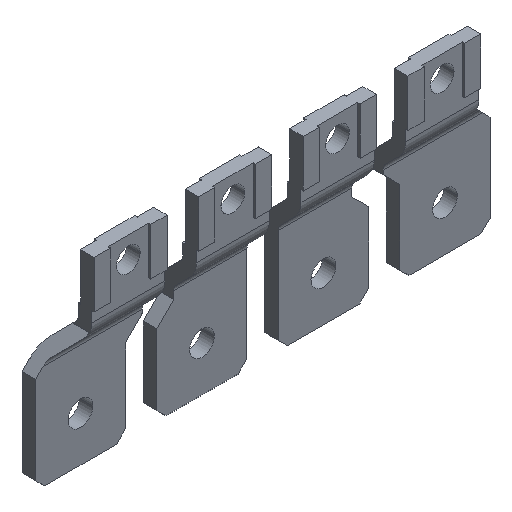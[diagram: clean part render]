
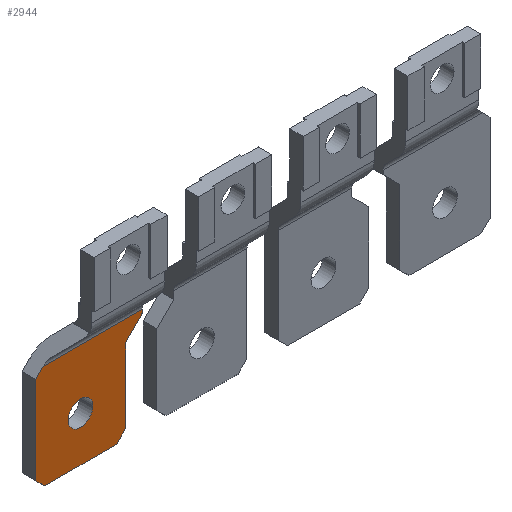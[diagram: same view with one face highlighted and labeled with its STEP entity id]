
A CAD part, isometric view. The second image highlights one B-rep face of the part: STEP entity #2944.
In plain terms, the highlighted planar face has unit normal (0, -1, 0).
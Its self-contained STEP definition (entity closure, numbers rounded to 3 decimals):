
#855=AXIS2_PLACEMENT_3D('Plane Axis2P3D',#852,#853,#854) ;
#2928=AXIS2_PLACEMENT_3D('Circle Axis2P3D',#2926,#2927,$) ;
#2937=AXIS2_PLACEMENT_3D('Circle Axis2P3D',#2935,#2936,$) ;
#852=CARTESIAN_POINT('Axis2P3D Location',(0.,30.,-164.75)) ;
#2822=CARTESIAN_POINT('Vertex',(-74.407,30.,-118.407)) ;
#2825=CARTESIAN_POINT('Line Origine',(75.,30.,-118.407)) ;
#2829=CARTESIAN_POINT('Vertex',(-30.25,30.,-118.407)) ;
#2844=CARTESIAN_POINT('Line Origine',(-57.75,30.,-164.75)) ;
#2848=CARTESIAN_POINT('Vertex',(-41.75,30.,-164.75)) ;
#2850=CARTESIAN_POINT('Vertex',(-73.75,30.,-164.75)) ;
#2870=CARTESIAN_POINT('Line Origine',(-39.75,30.,-162.75)) ;
#2874=CARTESIAN_POINT('Vertex',(-37.75,30.,-160.75)) ;
#2877=CARTESIAN_POINT('Line Origine',(-37.75,30.,-144.231)) ;
#2881=CARTESIAN_POINT('Vertex',(-37.75,30.,-127.712)) ;
#2884=CARTESIAN_POINT('Line Origine',(-34.,30.,-123.962)) ;
#2888=CARTESIAN_POINT('Vertex',(-30.25,30.,-120.212)) ;
#2891=CARTESIAN_POINT('Line Origine',(-30.25,30.,-119.309)) ;
#2896=CARTESIAN_POINT('Line Origine',(-76.078,30.,-120.078)) ;
#2900=CARTESIAN_POINT('Vertex',(-77.75,30.,-121.75)) ;
#2903=CARTESIAN_POINT('Line Origine',(-77.75,30.,-141.25)) ;
#2907=CARTESIAN_POINT('Vertex',(-77.75,30.,-160.75)) ;
#2910=CARTESIAN_POINT('Line Origine',(-75.75,30.,-162.75)) ;
#2926=CARTESIAN_POINT('Axis2P3D Location',(-57.75,30.,-144.75)) ;
#2930=CARTESIAN_POINT('Vertex',(-63.25,30.,-144.75)) ;
#2932=CARTESIAN_POINT('Vertex',(-52.25,30.,-144.75)) ;
#2935=CARTESIAN_POINT('Axis2P3D Location',(-57.75,30.,-144.75)) ;
#853=DIRECTION('Axis2P3D Direction',(0.,1.,0.)) ;
#854=DIRECTION('Axis2P3D XDirection',(0.,0.,1.)) ;
#2826=DIRECTION('Vector Direction',(-1.,0.,0.)) ;
#2845=DIRECTION('Vector Direction',(1.,0.,0.)) ;
#2871=DIRECTION('Vector Direction',(0.707,0.,0.707)) ;
#2878=DIRECTION('Vector Direction',(0.,0.,1.)) ;
#2885=DIRECTION('Vector Direction',(0.707,0.,0.707)) ;
#2892=DIRECTION('Vector Direction',(0.,0.,-1.)) ;
#2897=DIRECTION('Vector Direction',(-0.707,0.,-0.707)) ;
#2904=DIRECTION('Vector Direction',(0.,0.,1.)) ;
#2911=DIRECTION('Vector Direction',(-0.707,0.,0.707)) ;
#2927=DIRECTION('Axis2P3D Direction',(0.,1.,0.)) ;
#2936=DIRECTION('Axis2P3D Direction',(0.,1.,0.)) ;
#2827=VECTOR('Line Direction',#2826,1.) ;
#2846=VECTOR('Line Direction',#2845,1.) ;
#2872=VECTOR('Line Direction',#2871,1.) ;
#2879=VECTOR('Line Direction',#2878,1.) ;
#2886=VECTOR('Line Direction',#2885,1.) ;
#2893=VECTOR('Line Direction',#2892,1.) ;
#2898=VECTOR('Line Direction',#2897,1.) ;
#2905=VECTOR('Line Direction',#2904,1.) ;
#2912=VECTOR('Line Direction',#2911,1.) ;
#2916=ORIENTED_EDGE('',*,*,#2876,.T.) ;
#2917=ORIENTED_EDGE('',*,*,#2883,.T.) ;
#2918=ORIENTED_EDGE('',*,*,#2890,.T.) ;
#2919=ORIENTED_EDGE('',*,*,#2895,.F.) ;
#2920=ORIENTED_EDGE('',*,*,#2831,.T.) ;
#2921=ORIENTED_EDGE('',*,*,#2902,.T.) ;
#2922=ORIENTED_EDGE('',*,*,#2909,.F.) ;
#2923=ORIENTED_EDGE('',*,*,#2914,.F.) ;
#2924=ORIENTED_EDGE('',*,*,#2852,.F.) ;
#2941=ORIENTED_EDGE('',*,*,#2934,.F.) ;
#2942=ORIENTED_EDGE('',*,*,#2939,.F.) ;
#2943=FACE_BOUND('',#2940,.T.) ;
#2944=ADVANCED_FACE('Terminali anteriori divaricati ES inferiori',(#2925,#2943),#856,.F.) ;
#2929=CIRCLE('generated circle',#2928,5.5) ;
#2938=CIRCLE('generated circle',#2937,5.5) ;
#2831=EDGE_CURVE('',#2830,#2823,#2828,.T.) ;
#2852=EDGE_CURVE('',#2849,#2851,#2847,.F.) ;
#2876=EDGE_CURVE('',#2849,#2875,#2873,.T.) ;
#2883=EDGE_CURVE('',#2875,#2882,#2880,.T.) ;
#2890=EDGE_CURVE('',#2882,#2889,#2887,.T.) ;
#2895=EDGE_CURVE('',#2830,#2889,#2894,.T.) ;
#2902=EDGE_CURVE('',#2823,#2901,#2899,.T.) ;
#2909=EDGE_CURVE('',#2908,#2901,#2906,.T.) ;
#2914=EDGE_CURVE('',#2851,#2908,#2913,.T.) ;
#2934=EDGE_CURVE('',#2931,#2933,#2929,.F.) ;
#2939=EDGE_CURVE('',#2933,#2931,#2938,.F.) ;
#2915=EDGE_LOOP('',(#2916,#2917,#2918,#2919,#2920,#2921,#2922,#2923,#2924)) ;
#2940=EDGE_LOOP('',(#2941,#2942)) ;
#2925=FACE_OUTER_BOUND('',#2915,.T.) ;
#2828=LINE('Line',#2825,#2827) ;
#2847=LINE('Line',#2844,#2846) ;
#2873=LINE('Line',#2870,#2872) ;
#2880=LINE('Line',#2877,#2879) ;
#2887=LINE('Line',#2884,#2886) ;
#2894=LINE('Line',#2891,#2893) ;
#2899=LINE('Line',#2896,#2898) ;
#2906=LINE('Line',#2903,#2905) ;
#2913=LINE('Line',#2910,#2912) ;
#856=PLANE('',#855) ;
#2823=VERTEX_POINT('',#2822) ;
#2830=VERTEX_POINT('',#2829) ;
#2849=VERTEX_POINT('',#2848) ;
#2851=VERTEX_POINT('',#2850) ;
#2875=VERTEX_POINT('',#2874) ;
#2882=VERTEX_POINT('',#2881) ;
#2889=VERTEX_POINT('',#2888) ;
#2901=VERTEX_POINT('',#2900) ;
#2908=VERTEX_POINT('',#2907) ;
#2931=VERTEX_POINT('',#2930) ;
#2933=VERTEX_POINT('',#2932) ;
